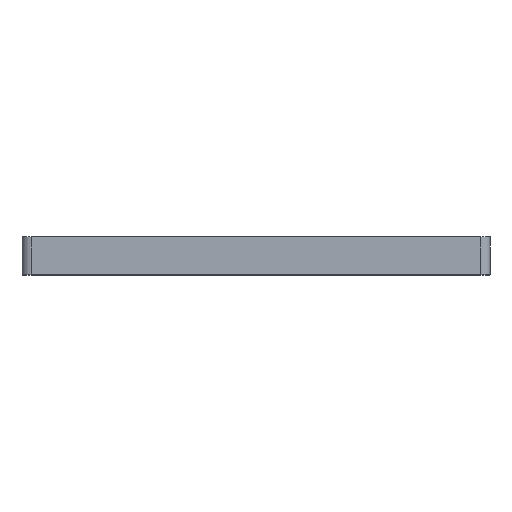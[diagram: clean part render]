
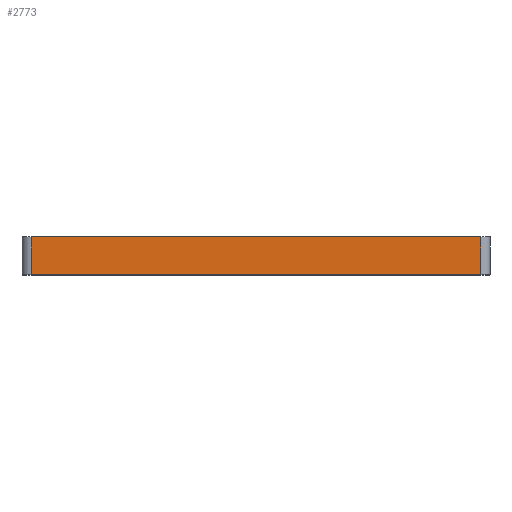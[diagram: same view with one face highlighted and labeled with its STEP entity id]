
A CAD part, top view. The second image highlights one B-rep face of the part: STEP entity #2773.
In plain terms, the highlighted planar face has unit normal (0, 0, 1).
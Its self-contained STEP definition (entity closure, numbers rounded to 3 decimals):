
#790 = LINE ( 'NONE', #3370, #3651 ) ;
#844 = CARTESIAN_POINT ( 'NONE',  ( -50., 8., 50. ) ) ;
#850 = ORIENTED_EDGE ( 'NONE', *, *, #7209, .T. ) ;
#1106 = LINE ( 'NONE', #3955, #8121 ) ;
#1478 = VERTEX_POINT ( 'NONE', #7026 ) ;
#1943 = VERTEX_POINT ( 'NONE', #8567 ) ;
#2391 = DIRECTION ( 'NONE',  ( 0., 1., 0. ) ) ;
#2415 = CARTESIAN_POINT ( 'NONE',  ( -50., 0., 50. ) ) ;
#2437 = CARTESIAN_POINT ( 'NONE',  ( -48., 0., 50. ) ) ;
#2773 = ADVANCED_FACE ( 'NONE', ( #10277 ), #12014, .F. ) ;
#3370 = CARTESIAN_POINT ( 'NONE',  ( -48., 8., 50. ) ) ;
#3457 = CARTESIAN_POINT ( 'NONE',  ( 48., 8., 50. ) ) ;
#3651 = VECTOR ( 'NONE', #6688, 1000. ) ;
#3955 = CARTESIAN_POINT ( 'NONE',  ( -50., 8., 50. ) ) ;
#4327 = LINE ( 'NONE', #2415, #12168 ) ;
#4654 = EDGE_CURVE ( 'NONE', #7170, #7237, #4327, .T. ) ;
#6688 = DIRECTION ( 'NONE',  ( 0., -1., 0. ) ) ;
#7026 = CARTESIAN_POINT ( 'NONE',  ( -48., 8., 50. ) ) ;
#7170 = VERTEX_POINT ( 'NONE', #2437 ) ;
#7209 = EDGE_CURVE ( 'NONE', #7237, #1943, #9402, .T. ) ;
#7237 = VERTEX_POINT ( 'NONE', #10756 ) ;
#7265 = EDGE_CURVE ( 'NONE', #1478, #7170, #790, .T. ) ;
#8121 = VECTOR ( 'NONE', #11223, 1000. ) ;
#8567 = CARTESIAN_POINT ( 'NONE',  ( 48., 8., 50. ) ) ;
#8892 = EDGE_CURVE ( 'NONE', #1478, #1943, #1106, .T. ) ;
#9255 = AXIS2_PLACEMENT_3D ( 'NONE', #844, #12928, #13018 ) ;
#9402 = LINE ( 'NONE', #3457, #13069 ) ;
#9414 = ORIENTED_EDGE ( 'NONE', *, *, #4654, .T. ) ;
#10277 = FACE_OUTER_BOUND ( 'NONE', #10872, .T. ) ;
#10756 = CARTESIAN_POINT ( 'NONE',  ( 48., 0., 50. ) ) ;
#10872 = EDGE_LOOP ( 'NONE', ( #12317, #12805, #9414, #850 ) ) ;
#11223 = DIRECTION ( 'NONE',  ( 1., 0., 0. ) ) ;
#11693 = DIRECTION ( 'NONE',  ( 1., 0., 0. ) ) ;
#12014 = PLANE ( 'NONE',  #9255 ) ;
#12168 = VECTOR ( 'NONE', #11693, 1000. ) ;
#12317 = ORIENTED_EDGE ( 'NONE', *, *, #8892, .F. ) ;
#12805 = ORIENTED_EDGE ( 'NONE', *, *, #7265, .T. ) ;
#12928 = DIRECTION ( 'NONE',  ( 0., 0., -1. ) ) ;
#13018 = DIRECTION ( 'NONE',  ( -1., 0., 0. ) ) ;
#13069 = VECTOR ( 'NONE', #2391, 1000. ) ;
